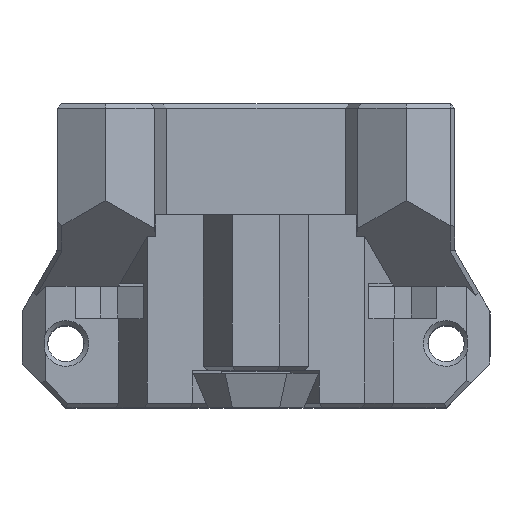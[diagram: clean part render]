
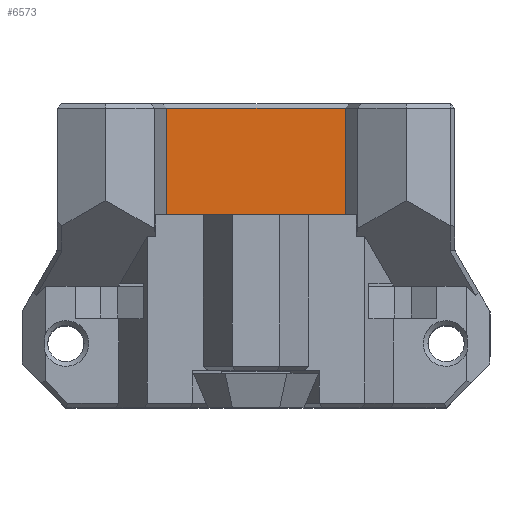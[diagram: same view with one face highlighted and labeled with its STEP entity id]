
A CAD part, top view. The second image highlights one B-rep face of the part: STEP entity #6573.
In plain terms, the highlighted face is planar.
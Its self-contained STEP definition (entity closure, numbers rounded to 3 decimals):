
#465=FACE_OUTER_BOUND('',#844,.T.);
#844=EDGE_LOOP('',(#5443,#5444,#5445,#5446));
#1067=LINE('',#9235,#1887);
#1185=LINE('',#9478,#2005);
#1616=LINE('',#10459,#2436);
#1617=LINE('',#10460,#2437);
#1887=VECTOR('',#7395,10.);
#2005=VECTOR('',#7581,10.);
#2436=VECTOR('',#8494,10.);
#2437=VECTOR('',#8495,10.);
#2710=VERTEX_POINT('',#9232);
#2711=VERTEX_POINT('',#9234);
#2801=VERTEX_POINT('',#9475);
#2802=VERTEX_POINT('',#9477);
#3319=EDGE_CURVE('',#2711,#2710,#1067,.T.);
#3439=EDGE_CURVE('',#2801,#2802,#1185,.T.);
#3932=EDGE_CURVE('',#2801,#2711,#1616,.T.);
#3933=EDGE_CURVE('',#2802,#2710,#1617,.T.);
#5443=ORIENTED_EDGE('',*,*,#3439,.F.);
#5444=ORIENTED_EDGE('',*,*,#3932,.T.);
#5445=ORIENTED_EDGE('',*,*,#3319,.T.);
#5446=ORIENTED_EDGE('',*,*,#3933,.F.);
#6221=PLANE('',#7033);
#6573=ADVANCED_FACE('',(#465),#6221,.F.);
#7033=AXIS2_PLACEMENT_3D('',#10458,#8492,#8493);
#7395=DIRECTION('',(1.,0.,0.));
#7581=DIRECTION('',(1.,0.,0.));
#8492=DIRECTION('center_axis',(0.,1.,0.));
#8493=DIRECTION('ref_axis',(1.,0.,0.));
#8494=DIRECTION('',(0.,0.,-1.));
#8495=DIRECTION('',(0.,0.,-1.));
#9232=CARTESIAN_POINT('',(7.625,-19.125,13.5));
#9234=CARTESIAN_POINT('',(-7.625,-19.125,13.5));
#9235=CARTESIAN_POINT('',(-3.813,-19.125,13.5));
#9475=CARTESIAN_POINT('',(-7.625,-19.125,22.6));
#9477=CARTESIAN_POINT('',(7.625,-19.125,22.6));
#9478=CARTESIAN_POINT('',(-3.813,-19.125,22.6));
#10458=CARTESIAN_POINT('Origin',(-7.625,-19.125,23.));
#10459=CARTESIAN_POINT('',(-7.625,-19.125,23.));
#10460=CARTESIAN_POINT('',(7.625,-19.125,23.));
